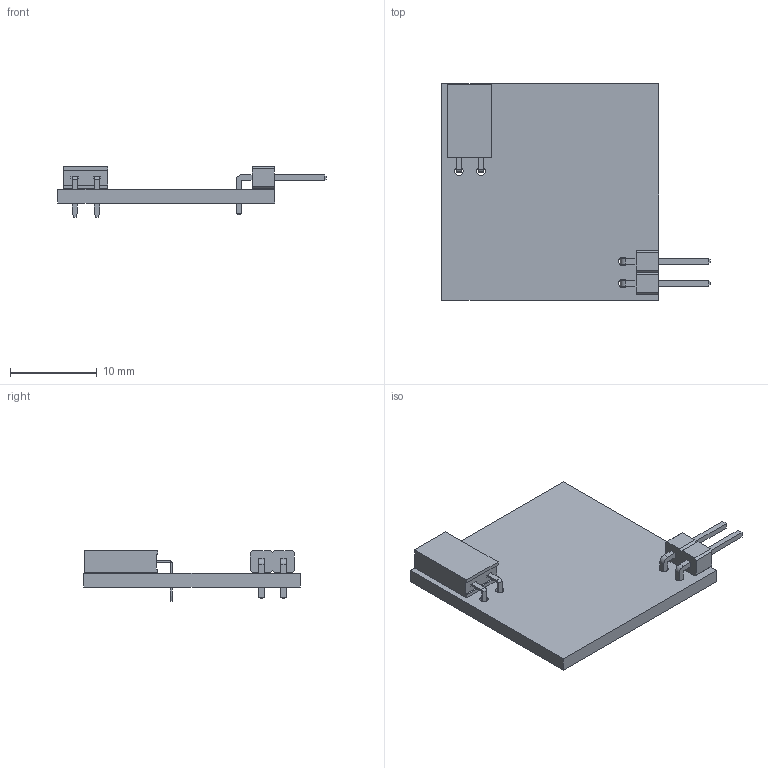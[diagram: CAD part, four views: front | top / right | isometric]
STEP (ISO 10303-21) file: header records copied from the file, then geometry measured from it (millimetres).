
FILE_DESCRIPTION(('KiCad electronic assembly'),'2;1');
FILE_NAME('TacTile-L1C.step','2023-08-30T09:30:02',('Pcbnew'),('Kicad'), 'Open CASCADE STEP processor 7.6','KiCad to STEP converter','Unknown' );
FILE_SCHEMA(('AUTOMOTIVE_DESIGN { 1 0 10303 214 1 1 1 1 }'));
Length unit declared in the file: millimetre
Products named in the file (6): TacTile-L1C 1; PinHeader_1x02_P2.54mm_Horizontal; SOLID; PinSocket_1x02_P2.54mm_Horizontal; PCB
Assembly tree (5 placements, depth 3):
  TacTile-L1C 1
    PinHeader_1x02_P2.54mm_Horizontal
      SOLID
    PinSocket_1x02_P2.54mm_Horizontal
      SOLID
    PCB
Bounding box: 30.91 x 25 x 5.84 mm (x, y, z)
Volume: 1140.6 mm3; surface area: 1761 mm2
Topology: 3 solids, 3 shells, 148 faces, 372 edges, 240 vertices
Faces by surface type: plane 138, cylinder 10
Full cylindrical faces by diameter (mm): 1 x4
Entity records: 10297 total; most frequent: CARTESIAN_POINT 1582, DIRECTION 1432, LINE 1076, VECTOR 1076, ORIENTED_EDGE 744, PCURVE 744, DEFINITIONAL_REPRESENTATION 744, EDGE_CURVE 372
